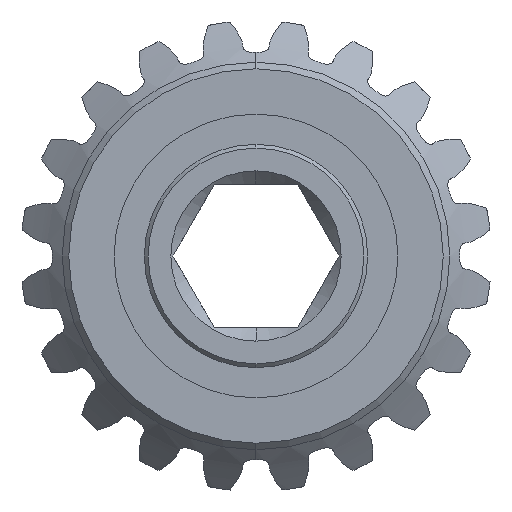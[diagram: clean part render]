
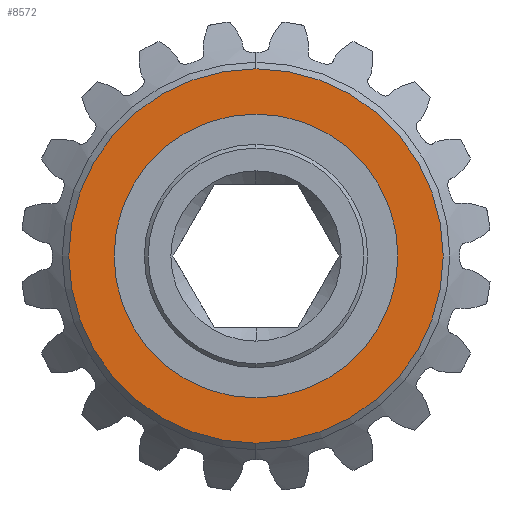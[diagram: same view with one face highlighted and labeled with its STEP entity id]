
A CAD part, front view. The second image highlights one B-rep face of the part: STEP entity #8572.
In plain terms, the highlighted planar face has unit normal (0, -1, 0).
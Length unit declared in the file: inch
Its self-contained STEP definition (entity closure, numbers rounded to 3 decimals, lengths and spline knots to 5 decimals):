
#60 = DIRECTION ( 'NONE',  ( 0., -1., 0. ) ) ;
#259 = DIRECTION ( 'NONE',  ( 0., 0., -1. ) ) ;
#301 = CARTESIAN_POINT ( 'NONE',  ( 0., -0.0967, 0.49446 ) ) ;
#522 = CIRCLE ( 'NONE', #2020, 0.375 ) ;
#529 = ORIENTED_EDGE ( 'NONE', *, *, #12571, .F. ) ;
#763 = CARTESIAN_POINT ( 'NONE',  ( 0., -0.0967, 0.375 ) ) ;
#1345 = CARTESIAN_POINT ( 'NONE',  ( 0., -0.0967, -0.375 ) ) ;
#1693 = CARTESIAN_POINT ( 'NONE',  ( 0., -0.0967, 0. ) ) ;
#1818 = AXIS2_PLACEMENT_3D ( 'NONE', #1693, #2766, #9920 ) ;
#2020 = AXIS2_PLACEMENT_3D ( 'NONE', #5285, #8367, #8815 ) ;
#2071 = AXIS2_PLACEMENT_3D ( 'NONE', #9091, #11245, #6087 ) ;
#2223 = EDGE_LOOP ( 'NONE', ( #13203, #9001 ) ) ;
#2705 = CIRCLE ( 'NONE', #2071, 0.49446 ) ;
#2766 = DIRECTION ( 'NONE',  ( 0., -1., 0. ) ) ;
#4136 = VERTEX_POINT ( 'NONE', #301 ) ;
#4646 = EDGE_LOOP ( 'NONE', ( #529, #12565 ) ) ;
#4834 = EDGE_CURVE ( 'NONE', #8728, #4136, #2705, .T. ) ;
#5152 = FACE_BOUND ( 'NONE', #4646, .T. ) ;
#5282 = CARTESIAN_POINT ( 'NONE',  ( 0., -0.0967, 0. ) ) ;
#5285 = CARTESIAN_POINT ( 'NONE',  ( 0., -0.0967, 0. ) ) ;
#5437 = CIRCLE ( 'NONE', #10351, 0.49446 ) ;
#5877 = CIRCLE ( 'NONE', #1818, 0.375 ) ;
#6087 = DIRECTION ( 'NONE',  ( 0., 0., -1. ) ) ;
#6152 = VERTEX_POINT ( 'NONE', #763 ) ;
#6927 = AXIS2_PLACEMENT_3D ( 'NONE', #5282, #60, #259 ) ;
#7074 = DIRECTION ( 'NONE',  ( 0., 0., -1. ) ) ;
#7940 = DIRECTION ( 'NONE',  ( 0., 1., 0. ) ) ;
#8367 = DIRECTION ( 'NONE',  ( 0., -1., 0. ) ) ;
#8572 = ADVANCED_FACE ( 'NONE', ( #9423, #5152 ), #9225, .T. ) ;
#8728 = VERTEX_POINT ( 'NONE', #9750 ) ;
#8815 = DIRECTION ( 'NONE',  ( 0., 0., -1. ) ) ;
#8932 = EDGE_CURVE ( 'NONE', #4136, #8728, #5437, .T. ) ;
#9001 = ORIENTED_EDGE ( 'NONE', *, *, #4834, .F. ) ;
#9091 = CARTESIAN_POINT ( 'NONE',  ( 0., -0.0967, 0. ) ) ;
#9225 = PLANE ( 'NONE',  #6927 ) ;
#9404 = VERTEX_POINT ( 'NONE', #1345 ) ;
#9423 = FACE_OUTER_BOUND ( 'NONE', #2223, .T. ) ;
#9657 = EDGE_CURVE ( 'NONE', #6152, #9404, #522, .T. ) ;
#9750 = CARTESIAN_POINT ( 'NONE',  ( 0., -0.0967, -0.49446 ) ) ;
#9920 = DIRECTION ( 'NONE',  ( 0., 0., -1. ) ) ;
#10018 = CARTESIAN_POINT ( 'NONE',  ( 0., -0.0967, 0. ) ) ;
#10351 = AXIS2_PLACEMENT_3D ( 'NONE', #10018, #7940, #7074 ) ;
#11245 = DIRECTION ( 'NONE',  ( 0., 1., 0. ) ) ;
#12565 = ORIENTED_EDGE ( 'NONE', *, *, #9657, .F. ) ;
#12571 = EDGE_CURVE ( 'NONE', #9404, #6152, #5877, .T. ) ;
#13203 = ORIENTED_EDGE ( 'NONE', *, *, #8932, .F. ) ;
